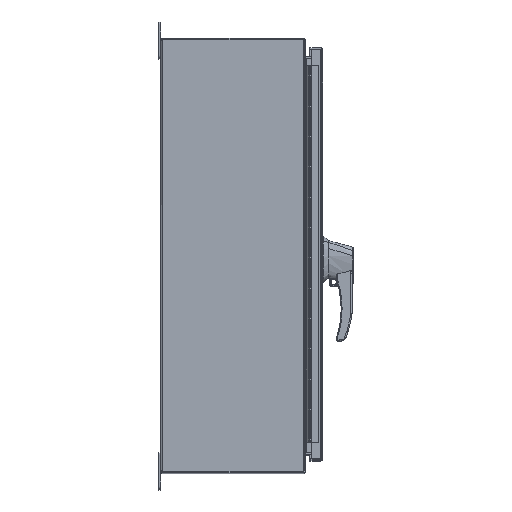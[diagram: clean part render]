
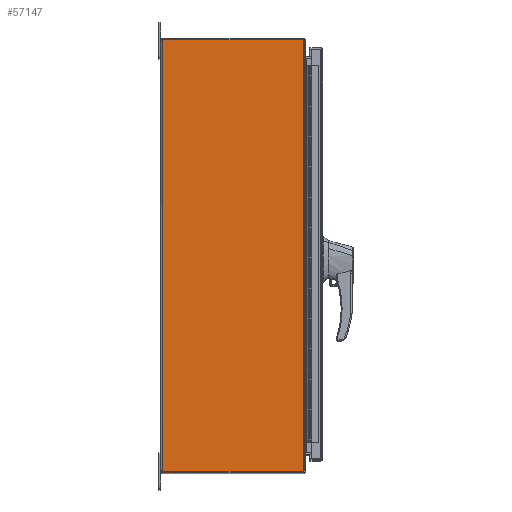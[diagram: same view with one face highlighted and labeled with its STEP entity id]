
A CAD part, top view. The second image highlights one B-rep face of the part: STEP entity #57147.
In plain terms, the highlighted face is planar.
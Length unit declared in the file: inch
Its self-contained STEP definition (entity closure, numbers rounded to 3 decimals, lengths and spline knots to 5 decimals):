
#5919 = CARTESIAN_POINT ( 'NONE',  ( -24., -0.048, 14.857 ) ) ;
#7729 = LINE ( 'NONE', #27580, #18534 ) ;
#9735 = DIRECTION ( 'NONE',  ( 0., 0., -1. ) ) ;
#11713 = CARTESIAN_POINT ( 'NONE',  ( -24., -9.762, 104.071 ) ) ;
#18534 = VECTOR ( 'NONE', #110715, 39.37008 ) ;
#23683 = LINE ( 'NONE', #11713, #111517 ) ;
#27580 = CARTESIAN_POINT ( 'NONE',  ( -24., 0., -14.90489 ) ) ;
#28825 = CARTESIAN_POINT ( 'NONE',  ( -24., -0.048, 14.90489 ) ) ;
#30152 = EDGE_CURVE ( 'NONE', #84735, #136022, #116556, .T. ) ;
#30594 = VECTOR ( 'NONE', #79490, 39.37008 ) ;
#51973 = CARTESIAN_POINT ( 'NONE',  ( -24., -9.762, -14.90489 ) ) ;
#56561 = CARTESIAN_POINT ( 'NONE',  ( -24., 0., 14.90489 ) ) ;
#57147 = ADVANCED_FACE ( 'NONE', ( #101798 ), #134874, .F. ) ;
#59734 = AXIS2_PLACEMENT_3D ( 'NONE', #148289, #112922, #124388 ) ;
#67465 = VERTEX_POINT ( 'NONE', #51973 ) ;
#68265 = LINE ( 'NONE', #56561, #30594 ) ;
#77433 = EDGE_CURVE ( 'NONE', #67465, #84735, #7729, .T. ) ;
#79490 = DIRECTION ( 'NONE',  ( 0., -1., 0. ) ) ;
#84735 = VERTEX_POINT ( 'NONE', #131801 ) ;
#86006 = VECTOR ( 'NONE', #110556, 39.37008 ) ;
#95521 = EDGE_CURVE ( 'NONE', #136022, #131757, #68265, .T. ) ;
#95623 = ORIENTED_EDGE ( 'NONE', *, *, #95521, .F. ) ;
#101798 = FACE_OUTER_BOUND ( 'NONE', #132397, .T. ) ;
#103675 = ORIENTED_EDGE ( 'NONE', *, *, #30152, .F. ) ;
#110556 = DIRECTION ( 'NONE',  ( 0., 0., 1. ) ) ;
#110715 = DIRECTION ( 'NONE',  ( 0., 1., 0. ) ) ;
#111142 = EDGE_CURVE ( 'NONE', #131757, #67465, #23683, .T. ) ;
#111517 = VECTOR ( 'NONE', #9735, 39.37008 ) ;
#112922 = DIRECTION ( 'NONE',  ( 1., 0., 0. ) ) ;
#114031 = CARTESIAN_POINT ( 'NONE',  ( -24., -9.762, 14.90489 ) ) ;
#114219 = ORIENTED_EDGE ( 'NONE', *, *, #111142, .F. ) ;
#116556 = LINE ( 'NONE', #5919, #86006 ) ;
#124388 = DIRECTION ( 'NONE',  ( 0., 0., -1. ) ) ;
#131757 = VERTEX_POINT ( 'NONE', #114031 ) ;
#131801 = CARTESIAN_POINT ( 'NONE',  ( -24., -0.048, -14.90489 ) ) ;
#132397 = EDGE_LOOP ( 'NONE', ( #114219, #95623, #103675, #136229 ) ) ;
#134874 = PLANE ( 'NONE',  #59734 ) ;
#136022 = VERTEX_POINT ( 'NONE', #28825 ) ;
#136229 = ORIENTED_EDGE ( 'NONE', *, *, #77433, .F. ) ;
#148289 = CARTESIAN_POINT ( 'NONE',  ( -24., 0., 104.071 ) ) ;
